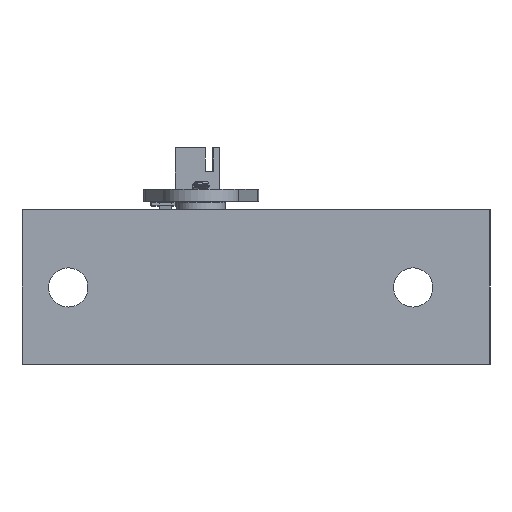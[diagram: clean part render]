
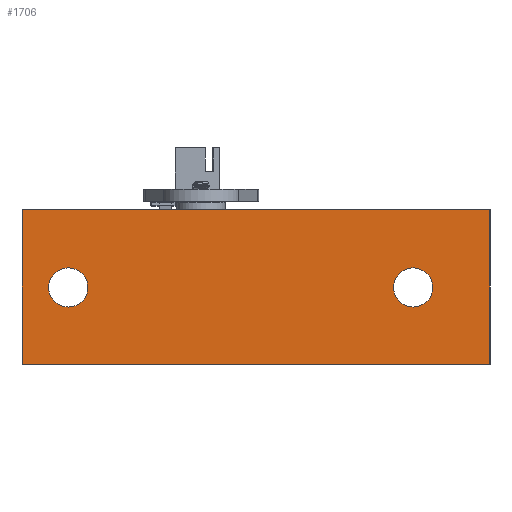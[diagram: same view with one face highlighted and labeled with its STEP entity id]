
A CAD part, left-side view. The second image highlights one B-rep face of the part: STEP entity #1706.
In plain terms, the highlighted planar face has unit normal (-1, 0, 0).
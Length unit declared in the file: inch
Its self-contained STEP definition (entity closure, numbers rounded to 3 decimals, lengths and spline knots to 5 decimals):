
#1706=ADVANCED_FACE('',(#4006,#4007,#4008),#4009,.T.);
#4006=FACE_OUTER_BOUND('',#7890,.T.);
#4007=FACE_BOUND('',#7891,.T.);
#4008=FACE_BOUND('',#7892,.T.);
#4009=PLANE('',#7893);
#7890=EDGE_LOOP('',(#13386,#13387,#13388,#13389));
#7891=EDGE_LOOP('',(#13390,#13391));
#7892=EDGE_LOOP('',(#13392,#13393));
#7893=AXIS2_PLACEMENT_3D('',#13394,#13395,#13396);
#13386=ORIENTED_EDGE('',*,*,#21332,.F.);
#13387=ORIENTED_EDGE('',*,*,#21333,.T.);
#13388=ORIENTED_EDGE('',*,*,#21334,.T.);
#13389=ORIENTED_EDGE('',*,*,#21335,.T.);
#13390=ORIENTED_EDGE('',*,*,#21046,.T.);
#13391=ORIENTED_EDGE('',*,*,#20304,.T.);
#13392=ORIENTED_EDGE('',*,*,#21336,.F.);
#13393=ORIENTED_EDGE('',*,*,#21337,.F.);
#13394=CARTESIAN_POINT('',(0.,0.89472,-0.00591));
#13395=DIRECTION('',(-1.0,0.0,0.0));
#13396=DIRECTION('',(0.0,0.0,1.0));
#20304=EDGE_CURVE('',#24065,#24067,#24069,.F.);
#21046=EDGE_CURVE('',#24067,#24065,#25322,.F.);
#21332=EDGE_CURVE('',#25778,#25779,#25780,.T.);
#21333=EDGE_CURVE('',#25778,#25781,#25782,.T.);
#21334=EDGE_CURVE('',#25781,#25783,#25784,.F.);
#21335=EDGE_CURVE('',#25783,#25779,#25785,.F.);
#21336=EDGE_CURVE('',#25786,#25787,#25788,.T.);
#21337=EDGE_CURVE('',#25787,#25786,#25789,.T.);
#24065=VERTEX_POINT('',#33886);
#24067=VERTEX_POINT('',#33889);
#24069=CIRCLE('',#33892,0.10039);
#25322=CIRCLE('',#38745,0.10039);
#25778=VERTEX_POINT('',#42358);
#25779=VERTEX_POINT('',#42359);
#25780=LINE('',#42360,#42361);
#25781=VERTEX_POINT('',#42362);
#25782=LINE('',#42363,#42364);
#25783=VERTEX_POINT('',#42365);
#25784=LINE('',#42366,#42367);
#25785=LINE('',#42368,#42369);
#25786=VERTEX_POINT('',#42370);
#25787=VERTEX_POINT('',#42371);
#25788=CIRCLE('',#42372,0.10039);
#25789=CIRCLE('',#42373,0.10039);
#33886=CARTESIAN_POINT('',(0.,0.00527,-0.1063));
#33889=CARTESIAN_POINT('',(0.,0.00527,0.09449));
#33892=AXIS2_PLACEMENT_3D('',#49075,#49076,#49077);
#38745=AXIS2_PLACEMENT_3D('',#49987,#49988,#49989);
#42358=CARTESIAN_POINT('',(0.,2.00728,-0.39961));
#42359=CARTESIAN_POINT('',(0.,2.00728,0.39272));
#42360=CARTESIAN_POINT('',(0.,2.00728,-0.00591));
#42361=VECTOR('',#50294,1.0);
#42362=CARTESIAN_POINT('',(0.,-0.38843,-0.39961));
#42363=CARTESIAN_POINT('',(0.,0.89472,-0.39961));
#42364=VECTOR('',#50295,1.);
#42365=CARTESIAN_POINT('',(0.,-0.38843,0.39272));
#42366=CARTESIAN_POINT('',(0.,-0.38843,-0.00591));
#42367=VECTOR('',#50296,1.0);
#42368=CARTESIAN_POINT('',(0.,0.89472,0.39272));
#42369=VECTOR('',#50297,1.0);
#42370=CARTESIAN_POINT('',(0.,1.77035,0.0945));
#42371=CARTESIAN_POINT('',(0.,1.77035,-0.10629));
#42372=AXIS2_PLACEMENT_3D('',#50298,#50299,#50300);
#42373=AXIS2_PLACEMENT_3D('',#50301,#50302,#50303);
#49075=CARTESIAN_POINT('',(0.,0.00527,-0.00591));
#49076=DIRECTION('',(-1.0,0.0,0.));
#49077=DIRECTION('',(0.,0.0,-1.0));
#49987=CARTESIAN_POINT('',(0.,0.00527,-0.00591));
#49988=DIRECTION('',(-1.0,0.0,0.));
#49989=DIRECTION('',(0.,0.0,-1.0));
#50294=DIRECTION('',(0.0,0.0,1.0));
#50295=DIRECTION('',(0.0,-1.0,0.0));
#50296=DIRECTION('',(0.0,0.0,-1.0));
#50297=DIRECTION('',(0.0,-1.0,0.0));
#50298=CARTESIAN_POINT('',(0.,1.77035,-0.00589));
#50299=DIRECTION('',(-1.0,0.0,0.));
#50300=DIRECTION('',(0.,0.0,-1.0));
#50301=CARTESIAN_POINT('',(0.,1.77035,-0.00589));
#50302=DIRECTION('',(-1.0,0.0,0.));
#50303=DIRECTION('',(0.,0.0,-1.0));
